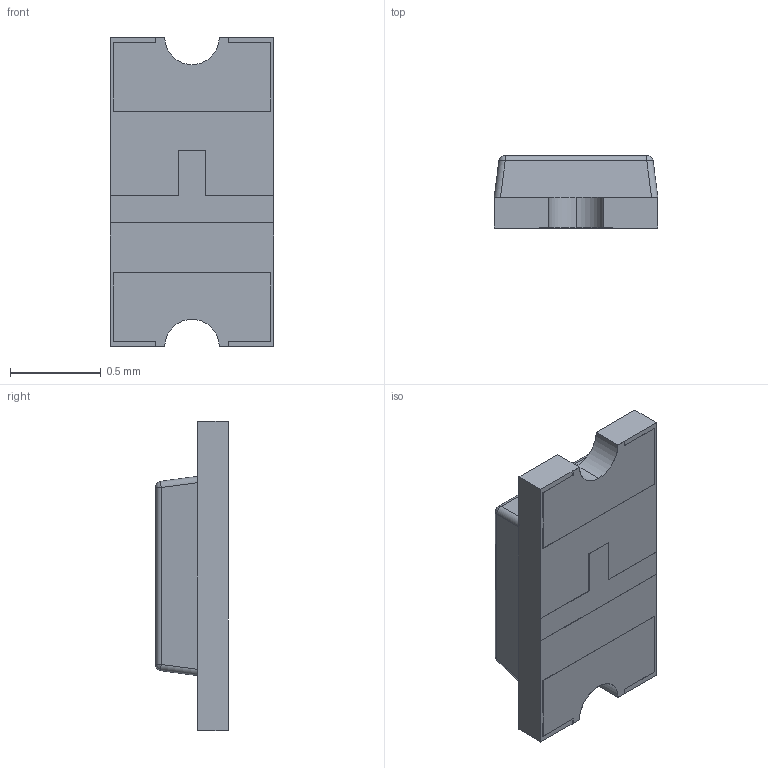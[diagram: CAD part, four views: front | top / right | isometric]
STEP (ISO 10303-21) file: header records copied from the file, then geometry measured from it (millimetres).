
FILE_DESCRIPTION (( 'STEP AP214' ), '1' );
FILE_NAME ('LG Q396-PS-35.STEP', '2022-03-18T06:56:31', ( '' ), ( '' ), 'SwSTEP 2.0', 'SolidWorks 2018', '' );
FILE_SCHEMA (( 'AUTOMOTIVE_DESIGN' ));
Length unit declared in the file: millimetre
Products named in the file (1): LG Q396-PS-35
Bounding box: 0.9 x 0.4 x 1.7 mm (x, y, z)
Volume: 0.5 mm3; surface area: 6.1 mm2
Topology: 4 solids, 4 shells, 88 faces, 228 edges, 144 vertices
Faces by surface type: plane 70, cylinder 14, sphere 4
Entity records: 3633 total; most frequent: CARTESIAN_POINT 469, ORIENTED_EDGE 448, DIRECTION 422, EDGE_CURVE 224, VECTOR 196, LINE 196, VERTEX_POINT 144, AXIS2_PLACEMENT_3D 113
